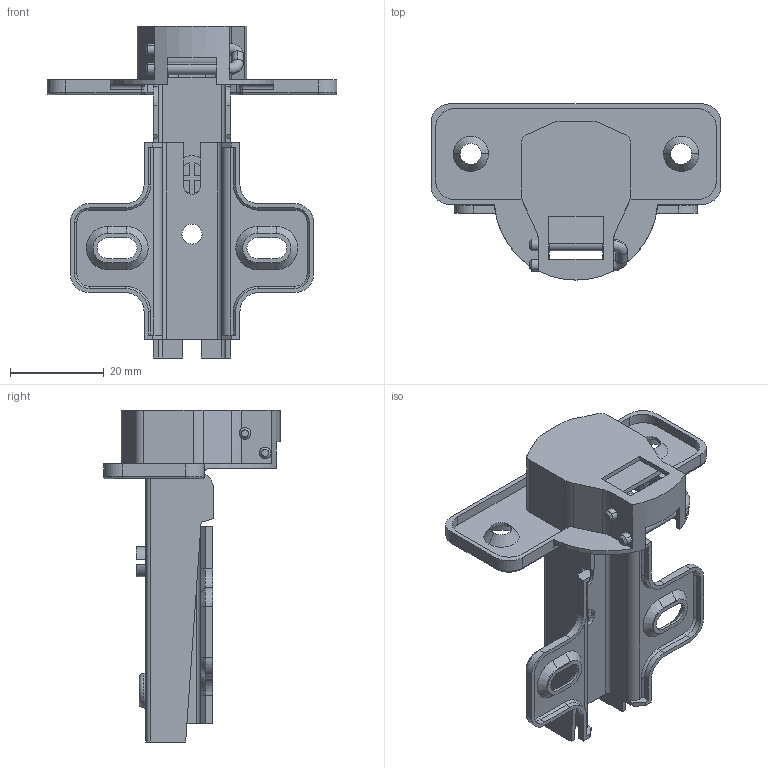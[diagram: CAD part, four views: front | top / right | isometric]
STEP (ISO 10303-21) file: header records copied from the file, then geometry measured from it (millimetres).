
FILE_DESCRIPTION (( 'STEP AP214' ), '1' );
FILE_NAME ('F000127,F000129_CLOSED_3D.step', '2022-11-21T17:59:06', ( '' ), ( '' ), 'SwSTEP 2.0', 'SolidWorks 2020', '' );
FILE_SCHEMA (( 'AUTOMOTIVE_DESIGN' ));
Length unit declared in the file: millimetre
Products named in the file (7): Vidlice; NS20,NS10-podlozka; Spoj raminka miska -NS; 鋀p; F000127,F000129_CLOSED_3D; Miska; F000127,F000129-raminko
Assembly tree (6 placements, depth 2):
  F000127,F000129_CLOSED_3D
    F000127,F000129-raminko
    NS20,NS10-podlozka
    Miska
    Vidlice
    Spoj raminka miska -NS
    鋀p
Bounding box: 62 x 37.7 x 71 mm (x, y, z)
Volume: 8149 mm3; surface area: 17347.7 mm2
Topology: 6 solids, 6 shells, 433 faces, 1150 edges, 728 vertices
Faces by surface type: plane 213, cylinder 154, cone 36, torus 21, bspline 6, sphere 3
Entity records: 13960 total; most frequent: CARTESIAN_POINT 2666, DIRECTION 2366, ORIENTED_EDGE 2292, EDGE_CURVE 1146, AXIS2_PLACEMENT_3D 820, VERTEX_POINT 728, LINE 726, VECTOR 726
